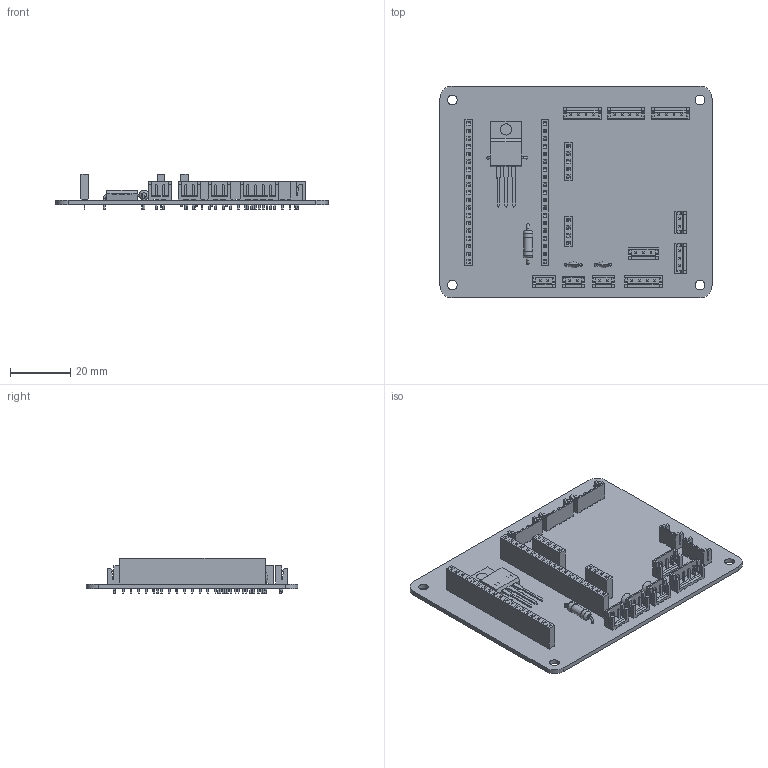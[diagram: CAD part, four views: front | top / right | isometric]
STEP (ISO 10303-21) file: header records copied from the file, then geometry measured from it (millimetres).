
FILE_DESCRIPTION(/* description */ ('KiCad electronic assembly'),/* implementation_level */ '2;1');
FILE_NAME(/* name */ 'FINAL PROJ v5.step',/* time_stamp */ '2025-06-11T22:32:17+08:00',/* author */ (''),/* organization */ (''),/* preprocessor_version */ 'ST-DEVELOPER v20.1',/* originating_system */ 'Autodesk Translation Framework v14.10.0.0',/* authorisation */ '');
FILE_SCHEMA (('AUTOMOTIVE_DESIGN { 1 0 10303 214 3 1 1 }'));
Length unit declared in the file: millimetre
Products named in the file (11): FINAL PROJ 1; TO-220-3_Vertical; PinSocket_1x04_P2.54mm_Vertical; PinSocket_1x05_P2.54mm_Vertical; FINAL PROJ_PCB; C_Disc_D4.3mm_W1.9mm_P5.00mm; JST_EH_B4B-EH-A_1x04_P2.50mm_Vertical; R_Axial_DIN0309_L9.0mm_D3.2mm_P12.70mm_Horizontal; PinSocket_1x19_P2.54mm_Vertical; JST_EH_B3B-EH-A_1x03_P2.50mm_Vertical; JST_EH_B2B-EH-A_1x02_P2.50mm_Vertical
Assembly tree (20 placements, depth 2):
  FINAL PROJ 1
    JST_EH_B3B-EH-A_1x03_P2.50mm_Vertical  x2
    JST_EH_B2B-EH-A_1x02_P2.50mm_Vertical  x4
    TO-220-3_Vertical
    R_Axial_DIN0309_L9.0mm_D3.2mm_P12.70mm_Horizontal  x2
    PinSocket_1x19_P2.54mm_Vertical  x2
    PinSocket_1x04_P2.54mm_Vertical
    JST_EH_B4B-EH-A_1x04_P2.50mm_Vertical  x4
    C_Disc_D4.3mm_W1.9mm_P5.00mm  x2
    PinSocket_1x05_P2.54mm_Vertical
    FINAL PROJ_PCB
Bounding box: 90 x 70 x 11.7 mm (x, y, z)
Volume: 13396.3 mm3; surface area: 21628 mm2
Topology: 20 solids, 20 shells, 2506 faces, 6570 edges, 4262 vertices
Faces by surface type: plane 2371, cylinder 119, torus 8, bspline 4, sphere 4
Full cylindrical faces by diameter (mm): 0.5 x8, 0.7 x8, 0.8 x8, 0.95 x22, 1 x55, 1.1 x3, 2.88 x2, 3.2 x8, 3.735 x1
Entity records: 39902 total; most frequent: CARTESIAN_POINT 6927, ORIENTED_EDGE 6576, DIRECTION 6069, EDGE_CURVE 3288, LINE 3047, VECTOR 3047, VERTEX_POINT 2139, EDGE_LOOP 1511
